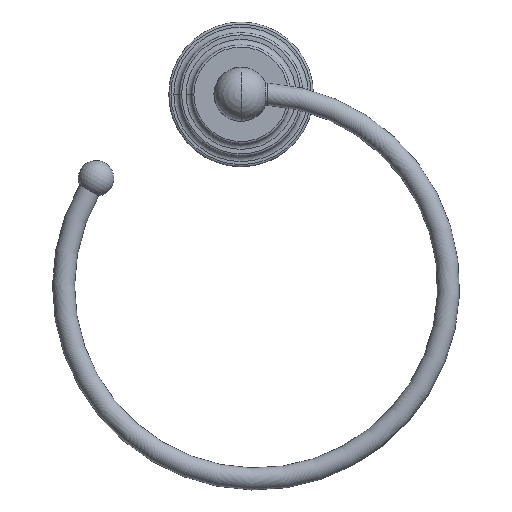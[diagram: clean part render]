
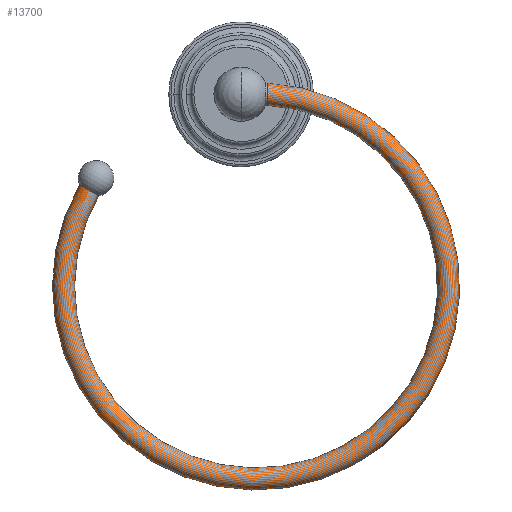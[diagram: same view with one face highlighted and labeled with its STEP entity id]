
A CAD part, top view. The second image highlights one B-rep face of the part: STEP entity #13700.
In plain terms, the highlighted toroidal (fillet/blend) face has major radius 86.487 mm and minor radius 4.953 mm.
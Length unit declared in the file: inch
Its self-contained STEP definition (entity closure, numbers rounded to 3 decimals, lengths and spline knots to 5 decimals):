
#12988=CARTESIAN_POINT('',(-2.94882,0.,-1.7025));
#12989=DIRECTION('',(-0.5,0.,0.866));
#12990=DIRECTION('',(0.866,0.,0.5));
#12991=AXIS2_PLACEMENT_3D('',#12988,#12989,#12990);
#13008=CARTESIAN_POINT('',(0.2,0.,-3.59444));
#13009=CARTESIAN_POINT('',(0.2,0.01725,-3.59444));
#13010=CARTESIAN_POINT('',(0.2,0.05051,-3.59004));
#13011=CARTESIAN_POINT('',(0.2,0.09844,-3.57036));
#13012=CARTESIAN_POINT('',(0.2,0.13928,-3.53901));
#13013=CARTESIAN_POINT('',(0.2,0.17073,-3.49807));
#13014=CARTESIAN_POINT('',(0.2,0.1905,-3.45036));
#13015=CARTESIAN_POINT('',(0.2,0.19725,-3.39911));
#13016=CARTESIAN_POINT('',(0.2,0.19049,-3.34786));
#13017=CARTESIAN_POINT('',(0.2,0.17072,-3.30014));
#13018=CARTESIAN_POINT('',(0.2,0.13926,-3.2592));
#13019=CARTESIAN_POINT('',(0.2,0.09842,-3.22785));
#13020=CARTESIAN_POINT('',(0.2,0.0505,-3.20816));
#13021=CARTESIAN_POINT('',(0.2,0.01724,-3.20376));
#13022=CARTESIAN_POINT('',(0.2,0.,-3.20376));
#13024=CARTESIAN_POINT('',(0.,0.,0.));
#13025=DIRECTION('',(0.,1.,0.));
#13026=DIRECTION('',(-0.866,0.,-0.5));
#13027=AXIS2_PLACEMENT_3D('',#13024,#13025,#13026);
#13045=CARTESIAN_POINT('',(0.,0.,0.));
#13046=DIRECTION('',(0.,1.,0.));
#13047=DIRECTION('',(-0.866,0.,-0.5));
#13048=AXIS2_PLACEMENT_3D('',#13045,#13046,#13047);
#13641=CARTESIAN_POINT('',(-2.77994,0.,-1.605));
#13642=CARTESIAN_POINT('',(-3.11769,0.,-1.8));
#13643=VERTEX_POINT('',#13641);
#13644=VERTEX_POINT('',#13642);
#13645=VERTEX_POINT('',#13008);
#13646=VERTEX_POINT('',#13022);
#13686=CARTESIAN_POINT('',(0.,0.,0.));
#13687=DIRECTION('',(0.,1.,0.));
#13688=DIRECTION('',(0.866,0.,0.5));
#13689=AXIS2_PLACEMENT_3D('',#13686,#13687,#13688);
#13690=TOROIDAL_SURFACE('',#13689,3.405,0.195);
#13692=ORIENTED_EDGE('',*,*,#13691,.F.);
#13694=ORIENTED_EDGE('',*,*,#13693,.F.);
#13695=ORIENTED_EDGE('',*,*,#13673,.F.);
#13697=ORIENTED_EDGE('',*,*,#13696,.T.);
#13698=EDGE_LOOP('',(#13692,#13694,#13695,#13697));
#13699=FACE_OUTER_BOUND('',#13698,.F.);
#13700=ADVANCED_FACE('',(#13699),#13690,.T.);
#12992=CIRCLE('',#12991,0.195);
#13023=B_SPLINE_CURVE_WITH_KNOTS('',3,(#13008,#13009,#13010,#13011,#13012,
#13013,#13014,#13015,#13016,#13017,#13018,#13019,#13020,#13021,#13022),
.UNSPECIFIED.,.F.,.F.,(4,1,1,1,1,1,1,1,1,1,1,1,4),(0.,0.08333,
0.16667,0.25,0.33333,0.41667,0.5,
0.58333,0.66667,0.75,0.83333,0.91667,
1.),.UNSPECIFIED.);
#13028=CIRCLE('',#13027,3.21);
#13049=CIRCLE('',#13048,3.6);
#13673=EDGE_CURVE('',#13643,#13644,#12992,.T.);
#13691=EDGE_CURVE('',#13645,#13646,#13023,.T.);
#13693=EDGE_CURVE('',#13644,#13645,#13049,.T.);
#13696=EDGE_CURVE('',#13643,#13646,#13028,.T.);
